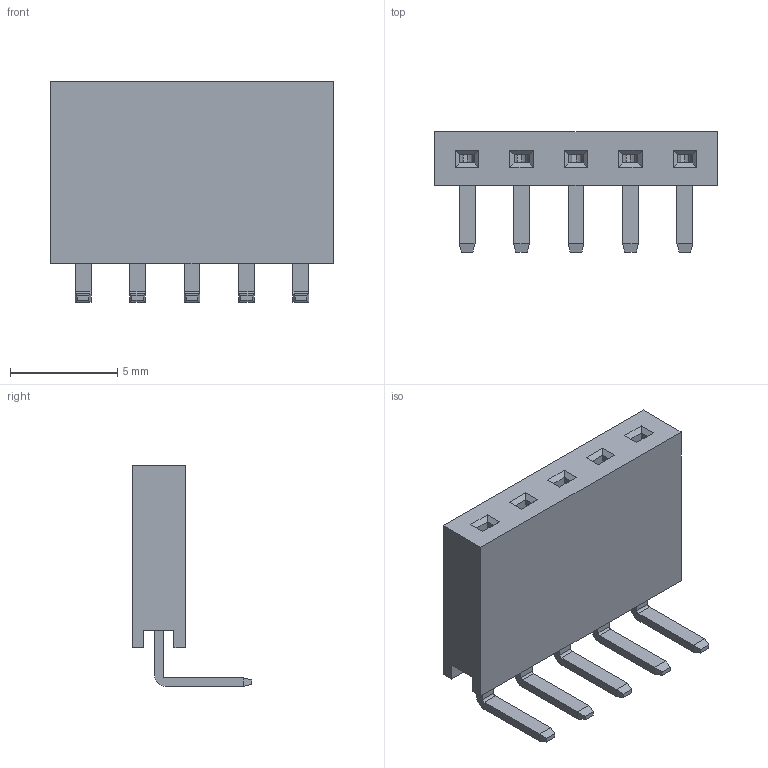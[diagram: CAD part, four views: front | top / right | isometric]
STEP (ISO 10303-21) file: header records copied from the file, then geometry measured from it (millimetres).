
FILE_DESCRIPTION( ( 'Unknown' ), '1' );
FILE_NAME( '613005143121.stp', 'Unknown', ( 'Unknown' ), ( 'Unknown' ), 'PSStep 14.0', 'Unknown', ' ' );
FILE_SCHEMA( ( 'AUTOMOTIVE_DESIGN { 1 0 10303 214 1 1 1 1 }' ) );
Length unit declared in the file: millimetre
Products named in the file (3): Assem1; 61300511821; 6130xx143121_PIN
Assembly tree (6 placements, depth 2):
  Assem1
    61300511821
    6130xx143121_PIN  x5
Bounding box: 13.2 x 5.59 x 10.3 mm (x, y, z)
Volume: 259.6 mm3; surface area: 719.3 mm2
Topology: 6 solids, 6 shells, 225 faces, 599 edges, 386 vertices
Faces by surface type: plane 195, cylinder 20, extrusion 10
Entity records: 3973 total; most frequent: CARTESIAN_POINT 575, ORIENTED_EDGE 534, DIRECTION 485, EDGE_CURVE 267, VECTOR 257, LINE 255, VERTEX_POINT 170, AXIS2_PLACEMENT_3D 114
